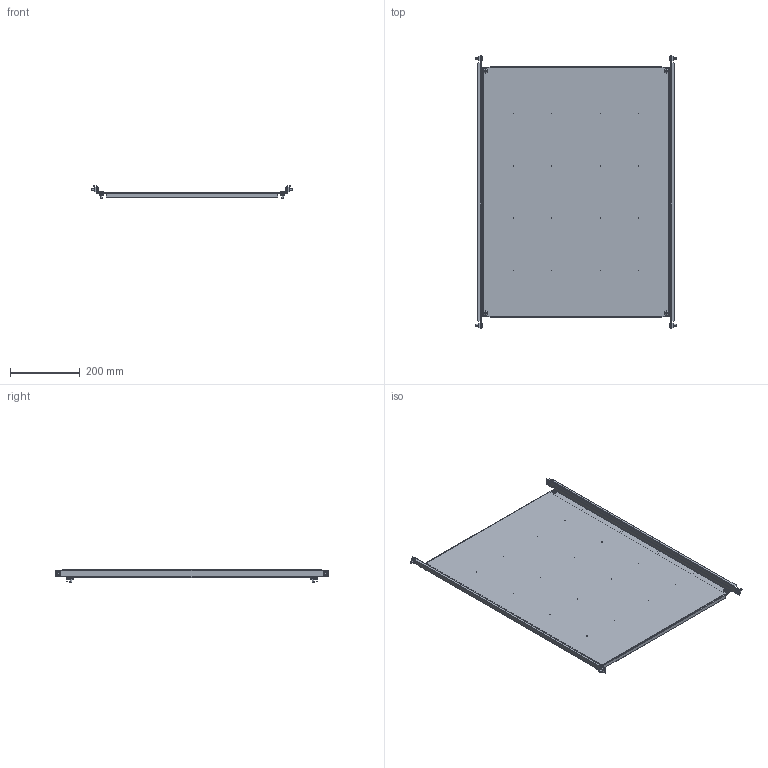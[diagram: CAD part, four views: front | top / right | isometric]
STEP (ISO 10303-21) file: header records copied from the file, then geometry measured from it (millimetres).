
FILE_DESCRIPTION (( 'STEP AP214' ), '1' );
FILE_NAME ('Ìîíòàæíàÿ ïàíåëü äëÿ 80.60.25 Ãðàíèò EKF PROxima.STEP', '2022-06-28T07:13:50', ( '' ), ( '' ), 'SwSTEP 2.0', 'SolidWorks 2021', '' );
FILE_SCHEMA (( 'AUTOMOTIVE_DESIGN' ));
Length unit declared in the file: millimetre
Products named in the file (5): Ãàéêà êóçîâíàÿ Ì6; Ìîíòàæíàÿ ïàíåëü äëÿ 80.60.25 Ãðàíèò EKF PROxima; pan head cross recess screw_din_DIN EN ISO 7045 - M6 x 16 - Z - 16N; ÌÈ-2455.06.00.002 Ïàíåëü ìîíòàæíàÿ; ﾌﾈ-2455.06.00.001 ﾍ瑜粱 800
Assembly tree (19 placements, depth 2):
  Ìîíòàæíàÿ ïàíåëü äëÿ 80.60.25 Ãðàíèò EKF PROxima
    ÌÈ-2455.06.00.002 Ïàíåëü ìîíòàæíàÿ
    ﾌﾈ-2455.06.00.001 ﾍ瑜粱 800  x2
    Ãàéêà êóçîâíàÿ Ì6  x8
    pan head cross recess screw_din_DIN EN ISO 7045 - M6 x 16 - Z - 16N  x8
Bounding box: 576 x 783 x 35.5 mm (x, y, z)
Volume: 742838.7 mm3; surface area: 996992.7 mm2
Topology: 19 solids, 19 shells, 778 faces, 1988 edges, 1256 vertices
Faces by surface type: plane 482, cylinder 200, cone 48, torus 32, sphere 16
Entity records: 6982 total; most frequent: CARTESIAN_POINT 1243, DIRECTION 1178, ORIENTED_EDGE 1100, EDGE_CURVE 550, AXIS2_PLACEMENT_3D 410, VECTOR 358, LINE 358, VERTEX_POINT 347
